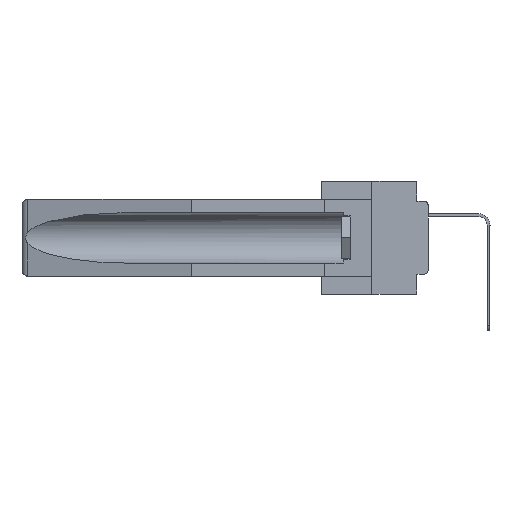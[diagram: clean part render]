
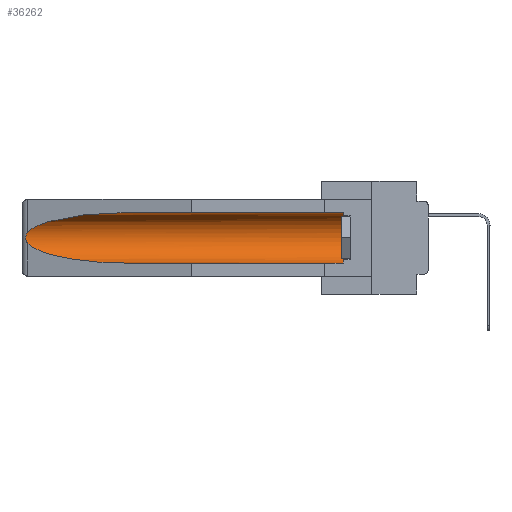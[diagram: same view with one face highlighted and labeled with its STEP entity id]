
A CAD part, left-side view. The second image highlights one B-rep face of the part: STEP entity #36262.
In plain terms, the highlighted cylindrical face has radius 2.857 mm (diameter 5.715 mm), a partial arc.
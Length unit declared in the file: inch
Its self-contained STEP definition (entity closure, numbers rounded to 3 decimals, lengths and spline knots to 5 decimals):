
#129 = CARTESIAN_POINT ( 'NONE',  ( 0.25451, 1.48313, -0.09465 ) ) ;
#156 = EDGE_CURVE ( 'NONE', #2816, #26358, #31137, .T. ) ;
#493 = CARTESIAN_POINT ( 'NONE',  ( 0.155, 1.07973, -0.059 ) ) ;
#700 = DIRECTION ( 'NONE',  ( 0., 0., 1. ) ) ;
#979 = EDGE_LOOP ( 'NONE', ( #13272, #37322, #11914, #16881, #1114, #12111 ) ) ;
#1072 = DIRECTION ( 'NONE',  ( 0., -1., 0. ) ) ;
#1114 = ORIENTED_EDGE ( 'NONE', *, *, #9794, .T. ) ;
#2107 = CARTESIAN_POINT ( 'NONE',  ( 0.155, 0.126, -0.059 ) ) ;
#2408 = CARTESIAN_POINT ( 'NONE',  ( 0.26537, 1.52718, -0.19328 ) ) ;
#2460 = CARTESIAN_POINT ( 'NONE',  ( 0.26537, 1.52718, -0.14972 ) ) ;
#2816 = VERTEX_POINT ( 'NONE', #493 ) ;
#4513 = CARTESIAN_POINT ( 'NONE',  ( 0.2673, 1.5327, -0.16383 ) ) ;
#5530 = CARTESIAN_POINT ( 'NONE',  ( 0.25451, 1.48313, -0.24835 ) ) ;
#5709 =( BOUNDED_CURVE ( )  B_SPLINE_CURVE ( 3, ( #20079, #5530, #28824, #23370 ),
 .UNSPECIFIED., .F., .T. ) 
 B_SPLINE_CURVE_WITH_KNOTS ( ( 4, 4 ),
 ( 0.1948, 1.5708 ),
 .UNSPECIFIED. ) 
 CURVE ( )  GEOMETRIC_REPRESENTATION_ITEM ( )  RATIONAL_B_SPLINE_CURVE ( ( 1., 0.848, 0.848, 1. ) ) 
 REPRESENTATION_ITEM ( '' )  );
#7254 = VERTEX_POINT ( 'NONE', #2107 ) ;
#7631 = CIRCLE ( 'NONE', #29061, 0.1125 ) ;
#7801 = CARTESIAN_POINT ( 'NONE',  ( 0.26655, 1.53094, -0.18657 ) ) ;
#8007 = B_SPLINE_CURVE_WITH_KNOTS ( 'NONE', 3,
 ( #22311, #34074, #33692, #4513, #19053, #24859, #25109, #7801, #27917, #16649 ),
 .UNSPECIFIED., .F., .F.,
 ( 4, 2, 2, 2, 4 ),
 ( 0., 0.00029, 0.00058, 0.00087, 0.00117 ),
 .UNSPECIFIED. ) ;
#8620 = CARTESIAN_POINT ( 'NONE',  ( 0.155, 0.126, -0.284 ) ) ;
#9465 = VERTEX_POINT ( 'NONE', #12943 ) ;
#9794 = EDGE_CURVE ( 'NONE', #33548, #7254, #7631, .T. ) ;
#11890 = EDGE_CURVE ( 'NONE', #26358, #36165, #8007, .T. ) ;
#11914 = ORIENTED_EDGE ( 'NONE', *, *, #34156, .T. ) ;
#12111 = ORIENTED_EDGE ( 'NONE', *, *, #22568, .T. ) ;
#12816 = CARTESIAN_POINT ( 'NONE',  ( 0.155, 0.126, -0.1715 ) ) ;
#12943 = CARTESIAN_POINT ( 'NONE',  ( 0.155, 1.07973, -0.284 ) ) ;
#12948 = CARTESIAN_POINT ( 'NONE',  ( 0.155, -0.30754, -0.059 ) ) ;
#13272 = ORIENTED_EDGE ( 'NONE', *, *, #156, .T. ) ;
#13462 = LINE ( 'NONE', #31107, #31228 ) ;
#15512 = CARTESIAN_POINT ( 'NONE',  ( 0.155, -0.30754, -0.1715 ) ) ;
#16649 = CARTESIAN_POINT ( 'NONE',  ( 0.26537, 1.52718, -0.19328 ) ) ;
#16881 = ORIENTED_EDGE ( 'NONE', *, *, #31589, .F. ) ;
#19053 = CARTESIAN_POINT ( 'NONE',  ( 0.2675, 1.53308, -0.16763 ) ) ;
#19431 = DIRECTION ( 'NONE',  ( 0., 1., 0. ) ) ;
#20079 = CARTESIAN_POINT ( 'NONE',  ( 0.26537, 1.52718, -0.19328 ) ) ;
#22311 = CARTESIAN_POINT ( 'NONE',  ( 0.26537, 1.52718, -0.14972 ) ) ;
#22568 = EDGE_CURVE ( 'NONE', #7254, #2816, #34592, .T. ) ;
#23166 = VECTOR ( 'NONE', #30632, 39.37008 ) ;
#23370 = CARTESIAN_POINT ( 'NONE',  ( 0.155, 1.07973, -0.284 ) ) ;
#24476 = CYLINDRICAL_SURFACE ( 'NONE', #29493, 0.1125 ) ;
#24859 = CARTESIAN_POINT ( 'NONE',  ( 0.2675, 1.53308, -0.17534 ) ) ;
#25109 = CARTESIAN_POINT ( 'NONE',  ( 0.2673, 1.53269, -0.17917 ) ) ;
#26095 = CARTESIAN_POINT ( 'NONE',  ( 0.155, 1.07973, -0.059 ) ) ;
#26358 = VERTEX_POINT ( 'NONE', #2460 ) ;
#26487 = CARTESIAN_POINT ( 'NONE',  ( 0.26537, 1.52718, -0.14972 ) ) ;
#27917 = CARTESIAN_POINT ( 'NONE',  ( 0.26597, 1.5296, -0.19026 ) ) ;
#28824 = CARTESIAN_POINT ( 'NONE',  ( 0.21114, 1.30732, -0.284 ) ) ;
#29061 = AXIS2_PLACEMENT_3D ( 'NONE', #12816, #1072, #30135 ) ;
#29493 = AXIS2_PLACEMENT_3D ( 'NONE', #15512, #35918, #700 ) ;
#29992 = FACE_OUTER_BOUND ( 'NONE', #979, .T. ) ;
#30135 = DIRECTION ( 'NONE',  ( 0., 0., 1. ) ) ;
#30632 = DIRECTION ( 'NONE',  ( 0., 1., 0. ) ) ;
#31107 = CARTESIAN_POINT ( 'NONE',  ( 0.155, -0.30754, -0.284 ) ) ;
#31137 =( BOUNDED_CURVE ( )  B_SPLINE_CURVE ( 3, ( #26095, #32114, #129, #26487 ),
 .UNSPECIFIED., .F., .F. ) 
 B_SPLINE_CURVE_WITH_KNOTS ( ( 4, 4 ),
 ( 4.71239, 6.08839 ),
 .UNSPECIFIED. ) 
 CURVE ( )  GEOMETRIC_REPRESENTATION_ITEM ( )  RATIONAL_B_SPLINE_CURVE ( ( 1., 0.848, 0.848, 1. ) ) 
 REPRESENTATION_ITEM ( '' )  );
#31228 = VECTOR ( 'NONE', #19431, 39.37008 ) ;
#31589 = EDGE_CURVE ( 'NONE', #33548, #9465, #13462, .T. ) ;
#32114 = CARTESIAN_POINT ( 'NONE',  ( 0.21114, 1.30732, -0.059 ) ) ;
#33548 = VERTEX_POINT ( 'NONE', #8620 ) ;
#33692 = CARTESIAN_POINT ( 'NONE',  ( 0.26654, 1.53092, -0.15636 ) ) ;
#34074 = CARTESIAN_POINT ( 'NONE',  ( 0.26597, 1.52961, -0.15275 ) ) ;
#34156 = EDGE_CURVE ( 'NONE', #36165, #9465, #5709, .T. ) ;
#34592 = LINE ( 'NONE', #12948, #23166 ) ;
#35918 = DIRECTION ( 'NONE',  ( 0., 1., 0. ) ) ;
#36165 = VERTEX_POINT ( 'NONE', #2408 ) ;
#36262 = ADVANCED_FACE ( 'NONE', ( #29992 ), #24476, .F. ) ;
#37322 = ORIENTED_EDGE ( 'NONE', *, *, #11890, .T. ) ;
